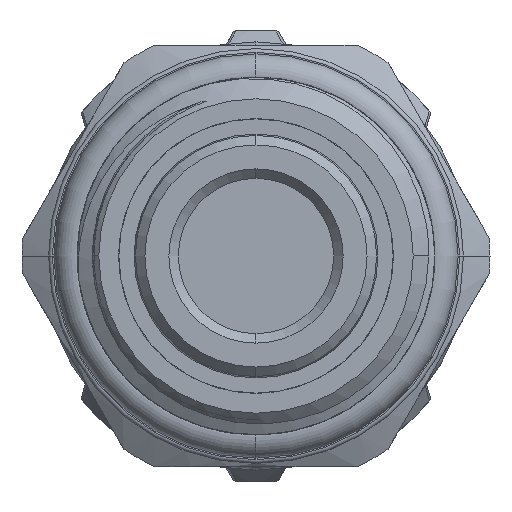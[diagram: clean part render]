
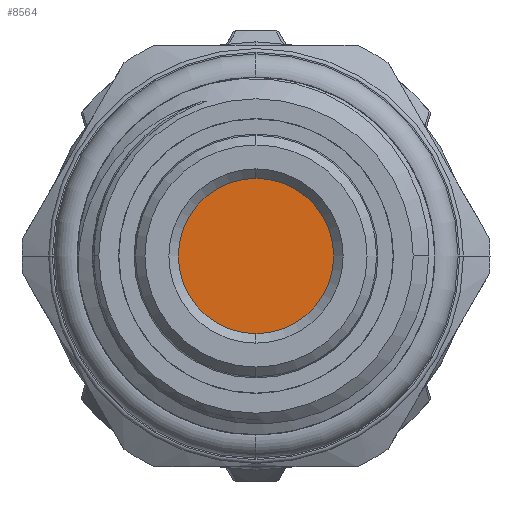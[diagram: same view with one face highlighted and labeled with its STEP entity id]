
A CAD part, left-side view. The second image highlights one B-rep face of the part: STEP entity #8564.
In plain terms, the highlighted planar face has unit normal (-1, 0, 0).
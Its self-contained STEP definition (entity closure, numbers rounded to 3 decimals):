
#55 = DIRECTION ( 'NONE',  ( -1., 0., 0. ) ) ;
#1293 = CARTESIAN_POINT ( 'NONE',  ( 4.527, 0., 0. ) ) ;
#1796 = AXIS2_PLACEMENT_3D ( 'NONE', #11531, #9671, #8012 ) ;
#1971 = AXIS2_PLACEMENT_3D ( 'NONE', #6562, #55, #6600 ) ;
#2070 = DIRECTION ( 'NONE',  ( 1., 0., 0. ) ) ;
#2366 = CARTESIAN_POINT ( 'NONE',  ( 4.527, 0., -4.09 ) ) ;
#3721 = AXIS2_PLACEMENT_3D ( 'NONE', #1293, #2070, #6825 ) ;
#5128 = EDGE_CURVE ( 'NONE', #6550, #12001, #6157, .T. ) ;
#5583 = EDGE_LOOP ( 'NONE', ( #9619, #9199 ) ) ;
#6157 = CIRCLE ( 'NONE', #1796, 4.09 ) ;
#6550 = VERTEX_POINT ( 'NONE', #2366 ) ;
#6562 = CARTESIAN_POINT ( 'NONE',  ( 4.527, 0., 0. ) ) ;
#6600 = DIRECTION ( 'NONE',  ( 0., 0., -1. ) ) ;
#6825 = DIRECTION ( 'NONE',  ( 0., 0., -1. ) ) ;
#7062 = EDGE_CURVE ( 'NONE', #12001, #6550, #8043, .T. ) ;
#8012 = DIRECTION ( 'NONE',  ( 0., 0., -1. ) ) ;
#8043 = CIRCLE ( 'NONE', #1971, 4.09 ) ;
#8564 = ADVANCED_FACE ( 'NONE', ( #10880 ), #8754, .F. ) ;
#8754 = PLANE ( 'NONE',  #3721 ) ;
#9155 = CARTESIAN_POINT ( 'NONE',  ( 4.527, 0., 4.09 ) ) ;
#9199 = ORIENTED_EDGE ( 'NONE', *, *, #5128, .T. ) ;
#9619 = ORIENTED_EDGE ( 'NONE', *, *, #7062, .T. ) ;
#9671 = DIRECTION ( 'NONE',  ( -1., 0., 0. ) ) ;
#10880 = FACE_OUTER_BOUND ( 'NONE', #5583, .T. ) ;
#11531 = CARTESIAN_POINT ( 'NONE',  ( 4.527, 0., 0. ) ) ;
#12001 = VERTEX_POINT ( 'NONE', #9155 ) ;
